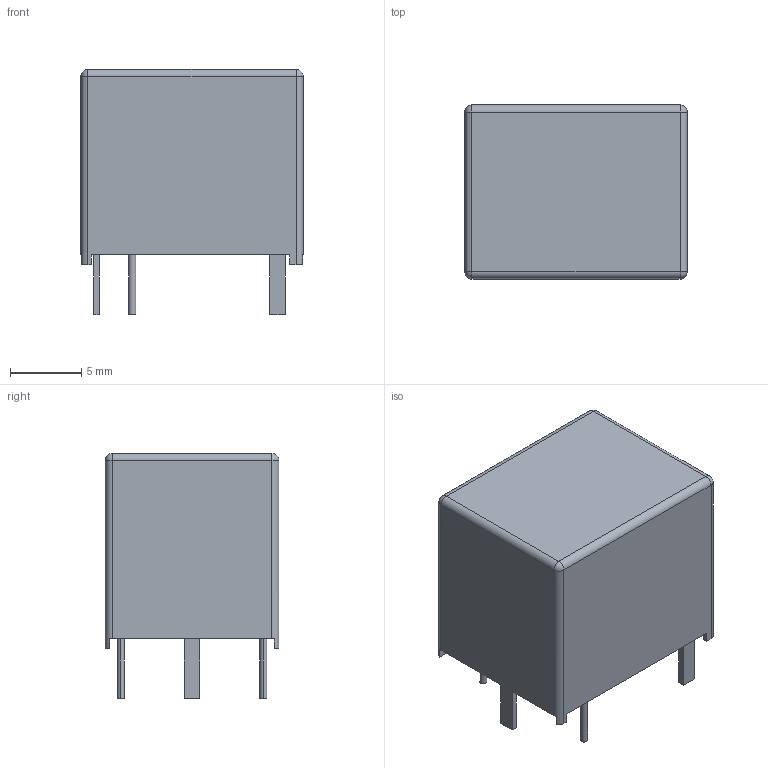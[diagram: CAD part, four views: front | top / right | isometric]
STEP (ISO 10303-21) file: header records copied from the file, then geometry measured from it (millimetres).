
FILE_DESCRIPTION (( 'STEP AP214' ), '1' );
FILE_NAME ('RELAY-TH_CMA51H-X-XX-A.step', '2022-07-09T13:04:38', ( '' ), ( '' ), 'SwSTEP 2.0', 'SolidWorks 2020', '' );
FILE_SCHEMA (( 'AUTOMOTIVE_DESIGN' ));
Length unit declared in the file: millimetre
Products named in the file (1): RELAY-TH_CMA51H-X-XX-A
Bounding box: 15.6 x 12.21 x 17.2 mm (x, y, z)
Volume: 2474.7 mm3; surface area: 1132.1 mm2
Topology: 1 solids, 1 shells, 329 faces, 883 edges, 582 vertices
Faces by surface type: plane 201, bspline 112, cylinder 12, sphere 4
Entity records: 14075 total; most frequent: CARTESIAN_POINT 3895, ORIENTED_EDGE 1758, DIRECTION 1115, EDGE_CURVE 879, VECTOR 623, LINE 623, VERTEX_POINT 582, EDGE_LOOP 359
